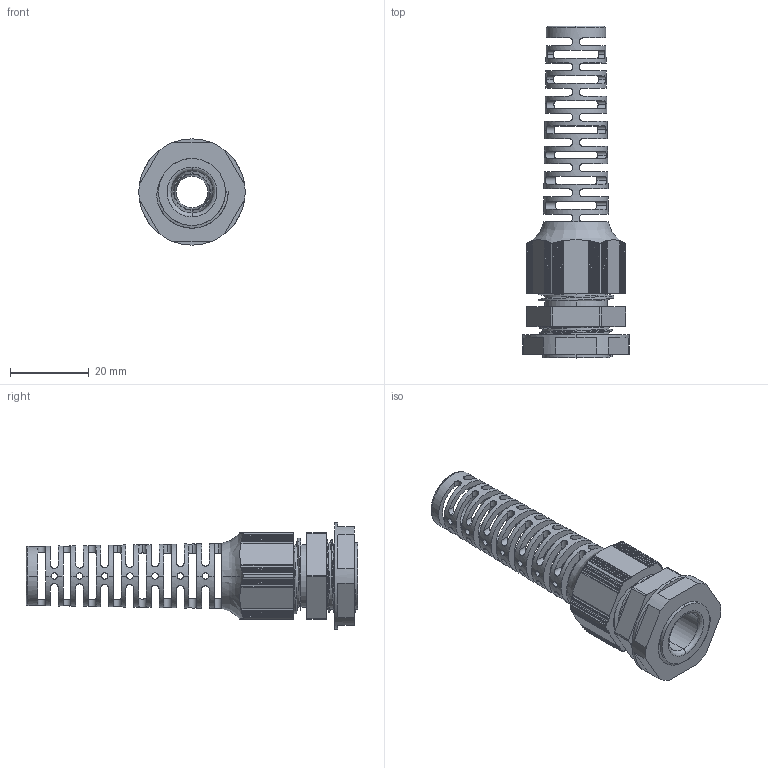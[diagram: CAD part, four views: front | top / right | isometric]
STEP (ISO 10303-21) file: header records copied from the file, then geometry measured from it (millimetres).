
FILE_DESCRIPTION (( 'STEP AP203' ), '1' );
FILE_NAME ('9281.STEP', '2020-07-28T14:40:38', ( '' ), ( '' ), 'SwSTEP 2.0', 'SolidWorks 2011', '' );
FILE_SCHEMA (( 'CONFIG_CONTROL_DESIGN' ));
Length unit declared in the file: millimetre
Products named in the file (1): 9281
Bounding box: 27 x 84.37 x 27 mm (x, y, z)
Volume: 12175.6 mm3; surface area: 10550.6 mm2
Topology: 1 solids, 1 shells, 541 faces, 1796 edges, 1196 vertices
Faces by surface type: cylinder 273, plane 194, cone 49, bspline 25
Entity records: 25872 total; most frequent: CARTESIAN_POINT 10786, ORIENTED_EDGE 3592, DIRECTION 2702, EDGE_CURVE 1796, VERTEX_POINT 1196, AXIS2_PLACEMENT_3D 1005, LINE 692, VECTOR 692
